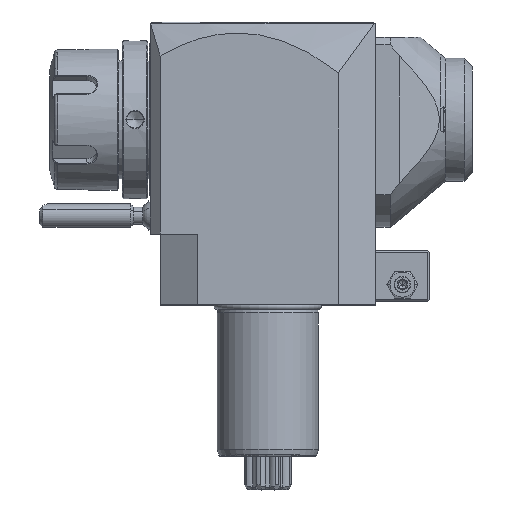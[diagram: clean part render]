
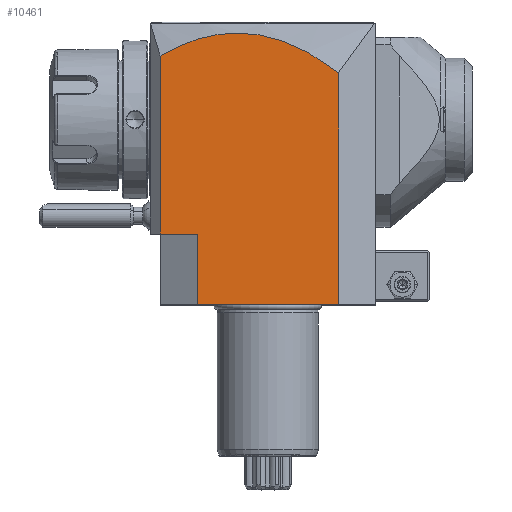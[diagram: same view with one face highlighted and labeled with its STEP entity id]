
A CAD part, top view. The second image highlights one B-rep face of the part: STEP entity #10461.
In plain terms, the highlighted planar face has unit normal (0, 0, 1).
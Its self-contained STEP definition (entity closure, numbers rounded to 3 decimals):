
#21=DIRECTION('',(-1.,0.,0.));
#22=VECTOR('',#21,42.);
#23=CARTESIAN_POINT('',(21.,0.,32.));
#24=LINE('',#23,#22);
#113=DIRECTION('',(1.,0.,0.));
#114=VECTOR('',#113,11.);
#115=CARTESIAN_POINT('',(-32.,21.,32.));
#116=LINE('',#115,#114);
#278=DIRECTION('',(0.,1.,0.));
#279=VECTOR('',#278,68.907);
#280=CARTESIAN_POINT('',(21.,0.,32.));
#281=LINE('',#280,#279);
#298=DIRECTION('',(0.,-1.,0.));
#299=VECTOR('',#298,52.883);
#300=CARTESIAN_POINT('',(-32.,73.883,32.));
#301=LINE('',#300,#299);
#302=CARTESIAN_POINT('',(21.,68.907,32.));
#303=CARTESIAN_POINT('',(12.549,75.594,32.));
#304=CARTESIAN_POINT('',(-4.714,83.449,32.));
#305=CARTESIAN_POINT('',(-22.752,79.415,32.));
#306=CARTESIAN_POINT('',(-32.,73.883,32.));
#308=DIRECTION('',(0.,-1.,0.));
#309=VECTOR('',#308,21.);
#310=CARTESIAN_POINT('',(-21.,21.,32.));
#311=LINE('',#310,#309);
#9367=VERTEX_POINT('',#302);
#9368=VERTEX_POINT('',#306);
#9369=CARTESIAN_POINT('',(-32.,21.,32.));
#9370=VERTEX_POINT('',#9369);
#9422=CARTESIAN_POINT('',(-21.,21.,32.));
#9423=VERTEX_POINT('',#9422);
#9852=CARTESIAN_POINT('',(21.,0.,32.));
#9853=VERTEX_POINT('',#9852);
#9854=CARTESIAN_POINT('',(-21.,0.,32.));
#9855=VERTEX_POINT('',#9854);
#10446=CARTESIAN_POINT('',(-35.103,21.,32.));
#10447=DIRECTION('',(0.,0.,1.));
#10448=DIRECTION('',(1.,0.,0.));
#10449=AXIS2_PLACEMENT_3D('',#10446,#10447,#10448);
#10450=PLANE('',#10449);
#10451=ORIENTED_EDGE('',*,*,#10435,.F.);
#10452=ORIENTED_EDGE('',*,*,#10083,.T.);
#10454=ORIENTED_EDGE('',*,*,#10453,.F.);
#10455=ORIENTED_EDGE('',*,*,#10178,.F.);
#10456=ORIENTED_EDGE('',*,*,#10312,.F.);
#10458=ORIENTED_EDGE('',*,*,#10457,.F.);
#10459=EDGE_LOOP('',(#10451,#10452,#10454,#10455,#10456,#10458));
#10460=FACE_OUTER_BOUND('',#10459,.F.);
#307=B_SPLINE_CURVE_WITH_KNOTS('',3,(#302,#303,#304,#305,#306),.UNSPECIFIED.,
.F.,.F.,(4,1,4),(0.,0.5,1.),.UNSPECIFIED.);
#10083=EDGE_CURVE('',#9853,#9855,#24,.T.);
#10178=EDGE_CURVE('',#9370,#9423,#116,.T.);
#10312=EDGE_CURVE('',#9368,#9370,#301,.T.);
#10435=EDGE_CURVE('',#9853,#9367,#281,.T.);
#10453=EDGE_CURVE('',#9423,#9855,#311,.T.);
#10457=EDGE_CURVE('',#9367,#9368,#307,.T.);
#10461=ADVANCED_FACE('',(#10460),#10450,.T.);
